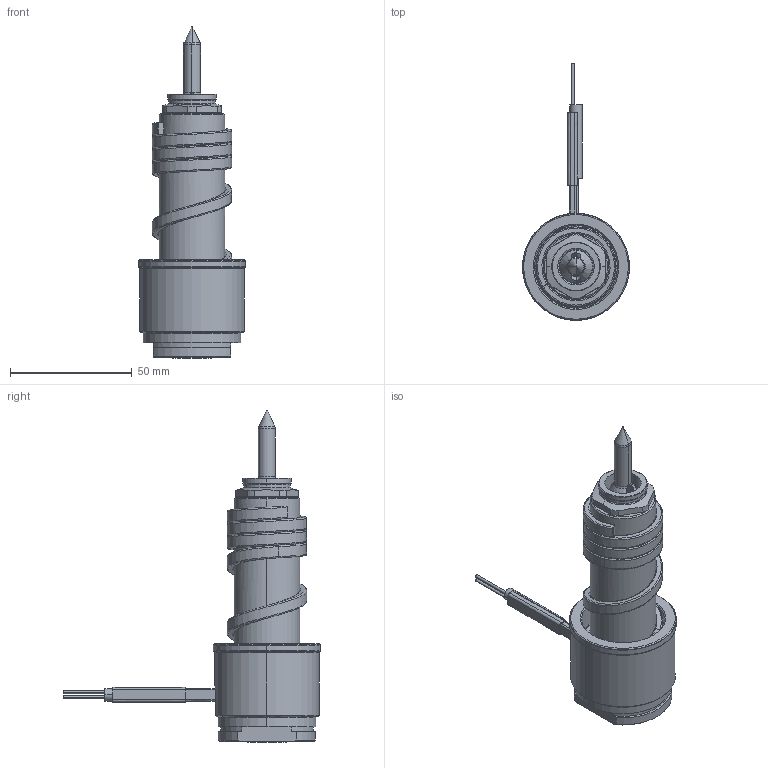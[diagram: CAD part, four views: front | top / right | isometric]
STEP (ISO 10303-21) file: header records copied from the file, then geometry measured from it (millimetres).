
FILE_DESCRIPTION((''),'2;1');
FILE_NAME('EL-116-BKV-N','2014-06-10T',('Íàòàëüÿ'),('IMID'),'PRO/ENGINEER BY PARAMETRIC TECHNOLOGY CORPORATION, 2010180','PRO/ENGINEER BY PARAMETRIC TECHNOLOGY CORPORATION, 2010180','');
FILE_SCHEMA(('CONFIG_CONTROL_DESIGN'));
Length unit declared in the file: millimetre
Products named in the file (1): EL-116-BKV-N
Bounding box: 44 x 105.5 x 136.3 mm (x, y, z)
Volume: 87140.8 mm3; surface area: 34204.4 mm2
Topology: 1 solids, 9 shells, 328 faces, 805 edges, 477 vertices
Faces by surface type: cylinder 109, cone 62, plane 54, bspline 53, torus 33, revolution 9, extrusion 8
Entity records: 16160 total; most frequent: CARTESIAN_POINT 8755, ORIENTED_EDGE 1566, DIRECTION 1468, EDGE_CURVE 795, AXIS2_PLACEMENT_3D 587, VERTEX_POINT 477, EDGE_LOOP 352, FACE_OUTER_BOUND 328
